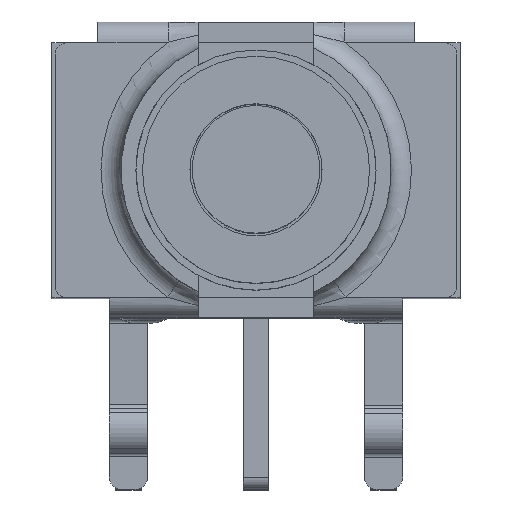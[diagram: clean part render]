
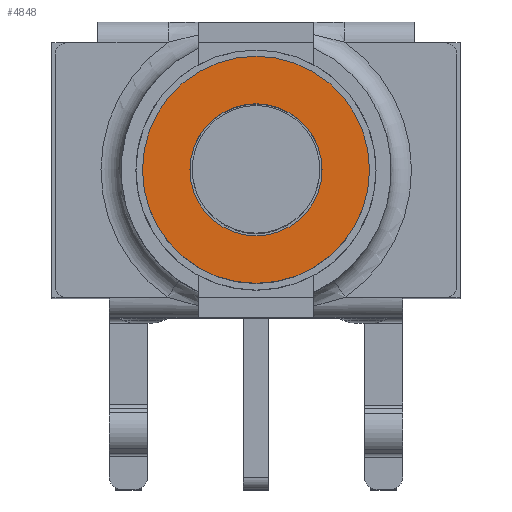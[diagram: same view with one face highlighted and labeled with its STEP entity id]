
A CAD part, top view. The second image highlights one B-rep face of the part: STEP entity #4848.
In plain terms, the highlighted planar face has unit normal (0, 0, 1).
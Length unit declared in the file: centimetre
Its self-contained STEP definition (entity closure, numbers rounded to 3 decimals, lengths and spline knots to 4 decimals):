
#178=FACE_BOUND('',#635,.T.);
#191=PLANE('',#5144);
#362=FACE_OUTER_BOUND('',#634,.T.);
#634=EDGE_LOOP('',(#3323));
#635=EDGE_LOOP('',(#3324));
#1943=CIRCLE('',#5138,0.1315);
#1946=CIRCLE('',#5143,0.226);
#2073=VERTEX_POINT('',#6715);
#2076=VERTEX_POINT('',#6724);
#2566=EDGE_CURVE('',#2073,#2073,#1943,.T.);
#2570=EDGE_CURVE('',#2076,#2076,#1946,.T.);
#3323=ORIENTED_EDGE('',*,*,#2570,.T.);
#3324=ORIENTED_EDGE('',*,*,#2566,.F.);
#4848=ADVANCED_FACE('',(#362,#178),#191,.T.);
#5138=AXIS2_PLACEMENT_3D('',#6716,#5502,#5503);
#5143=AXIS2_PLACEMENT_3D('',#6725,#5513,#5514);
#5144=AXIS2_PLACEMENT_3D('',#6727,#5516,#5517);
#5502=DIRECTION('center_axis',(0.,0.,
1.));
#5503=DIRECTION('ref_axis',(-1.,0.,0.));
#5513=DIRECTION('center_axis',(0.,0.,
1.));
#5514=DIRECTION('ref_axis',(-1.,0.,0.));
#5516=DIRECTION('center_axis',(0.,0.,
1.));
#5517=DIRECTION('ref_axis',(0.,-1.,0.));
#6715=CARTESIAN_POINT('',(0.1315,0.,1.2725));
#6716=CARTESIAN_POINT('Origin',(0.,0.,
1.2725));
#6724=CARTESIAN_POINT('',(0.226,0.,1.2725));
#6725=CARTESIAN_POINT('Origin',(0.,0.,
1.2725));
#6727=CARTESIAN_POINT('Origin',(-0.1788,0.,
1.2725));
